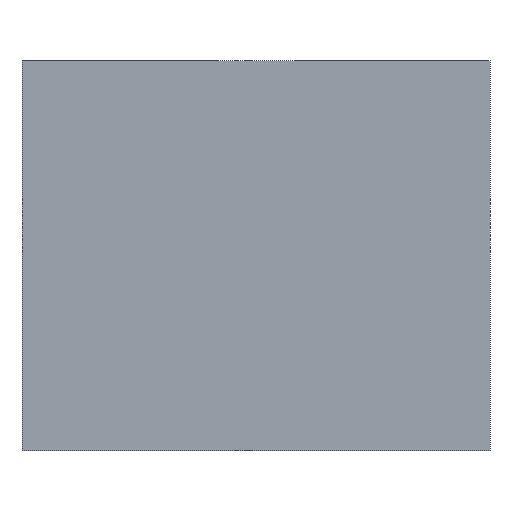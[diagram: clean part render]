
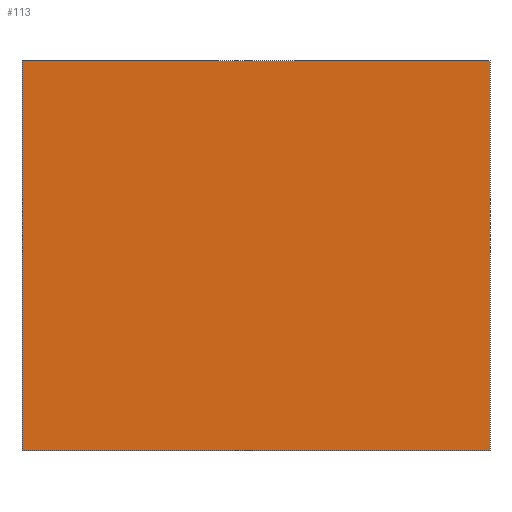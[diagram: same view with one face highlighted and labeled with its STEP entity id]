
A CAD part, front view. The second image highlights one B-rep face of the part: STEP entity #113.
In plain terms, the highlighted planar face has unit normal (0, -1, 0).
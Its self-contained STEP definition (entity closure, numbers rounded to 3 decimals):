
#16 = DIRECTION ( 'NONE',  ( 1., 0., 0. ) ) ;
#24 = CARTESIAN_POINT ( 'NONE',  ( 0., -35.669, 50. ) ) ;
#37 = CARTESIAN_POINT ( 'NONE',  ( -30., -35.669, 0. ) ) ;
#41 = CARTESIAN_POINT ( 'NONE',  ( -30., -35.669, 50. ) ) ;
#46 = PLANE ( 'NONE',  #300 ) ;
#81 = CARTESIAN_POINT ( 'NONE',  ( 30., -35.669, 50. ) ) ;
#83 = LINE ( 'NONE', #294, #133 ) ;
#90 = LINE ( 'NONE', #231, #349 ) ;
#110 = VERTEX_POINT ( 'NONE', #37 ) ;
#113 = ADVANCED_FACE ( 'NONE', ( #355 ), #46, .F. ) ;
#116 = ORIENTED_EDGE ( 'NONE', *, *, #457, .T. ) ;
#117 = VERTEX_POINT ( 'NONE', #328 ) ;
#133 = VECTOR ( 'NONE', #362, 1000. ) ;
#155 = DIRECTION ( 'NONE',  ( 0., 1., 0. ) ) ;
#179 = ORIENTED_EDGE ( 'NONE', *, *, #348, .T. ) ;
#185 = DIRECTION ( 'NONE',  ( 0., 0., 1. ) ) ;
#190 = CARTESIAN_POINT ( 'NONE',  ( 0., -35.669, 50. ) ) ;
#200 = LINE ( 'NONE', #24, #392 ) ;
#202 = CARTESIAN_POINT ( 'NONE',  ( 30., -35.669, 0. ) ) ;
#218 = VERTEX_POINT ( 'NONE', #202 ) ;
#231 = CARTESIAN_POINT ( 'NONE',  ( 0., -35.669, 0. ) ) ;
#272 = VECTOR ( 'NONE', #463, 1000. ) ;
#294 = CARTESIAN_POINT ( 'NONE',  ( 30., -35.669, 50. ) ) ;
#300 = AXIS2_PLACEMENT_3D ( 'NONE', #190, #155, #185 ) ;
#328 = CARTESIAN_POINT ( 'NONE',  ( -30., -35.669, 50. ) ) ;
#338 = EDGE_CURVE ( 'NONE', #350, #218, #83, .T. ) ;
#348 = EDGE_CURVE ( 'NONE', #117, #110, #356, .T. ) ;
#349 = VECTOR ( 'NONE', #365, 1000. ) ;
#350 = VERTEX_POINT ( 'NONE', #81 ) ;
#355 = FACE_OUTER_BOUND ( 'NONE', #386, .T. ) ;
#356 = LINE ( 'NONE', #41, #272 ) ;
#362 = DIRECTION ( 'NONE',  ( 0., 0., -1. ) ) ;
#365 = DIRECTION ( 'NONE',  ( 1., 0., 0. ) ) ;
#386 = EDGE_LOOP ( 'NONE', ( #116, #458, #412, #179 ) ) ;
#392 = VECTOR ( 'NONE', #16, 1000. ) ;
#411 = EDGE_CURVE ( 'NONE', #117, #350, #200, .T. ) ;
#412 = ORIENTED_EDGE ( 'NONE', *, *, #411, .F. ) ;
#457 = EDGE_CURVE ( 'NONE', #110, #218, #90, .T. ) ;
#458 = ORIENTED_EDGE ( 'NONE', *, *, #338, .F. ) ;
#463 = DIRECTION ( 'NONE',  ( 0., 0., -1. ) ) ;
